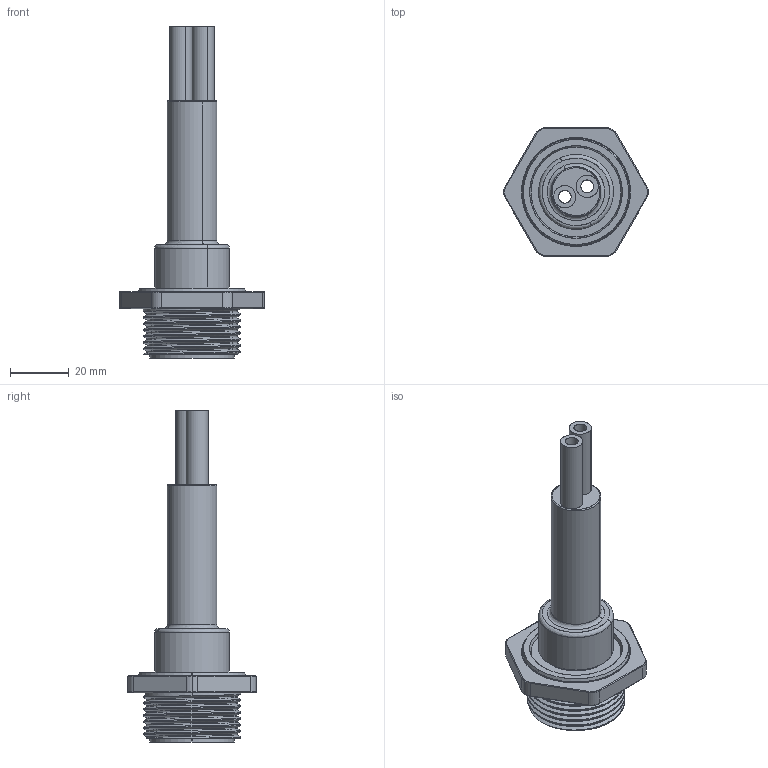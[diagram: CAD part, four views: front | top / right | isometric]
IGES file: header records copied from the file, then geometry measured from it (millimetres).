
Start section: SolidWorks IGES file using analytic representation for surfaces
Global section: file name: 3-NUP-2B.IGS; native system: SolidWorks 2020; preprocessor: SolidWorks 2020; author: office; date: 210601.074054; units: inch
Bounding box: 49.07 x 43.56 x 112.65 mm (x, y, z)
Surface area: 19083.1 mm2 (no closed solid volume)
Topology: 0 solids, 0 shells, 127 faces, 2588 edges, 2588 vertices
Faces by surface type: revolution 82, bspline 45
